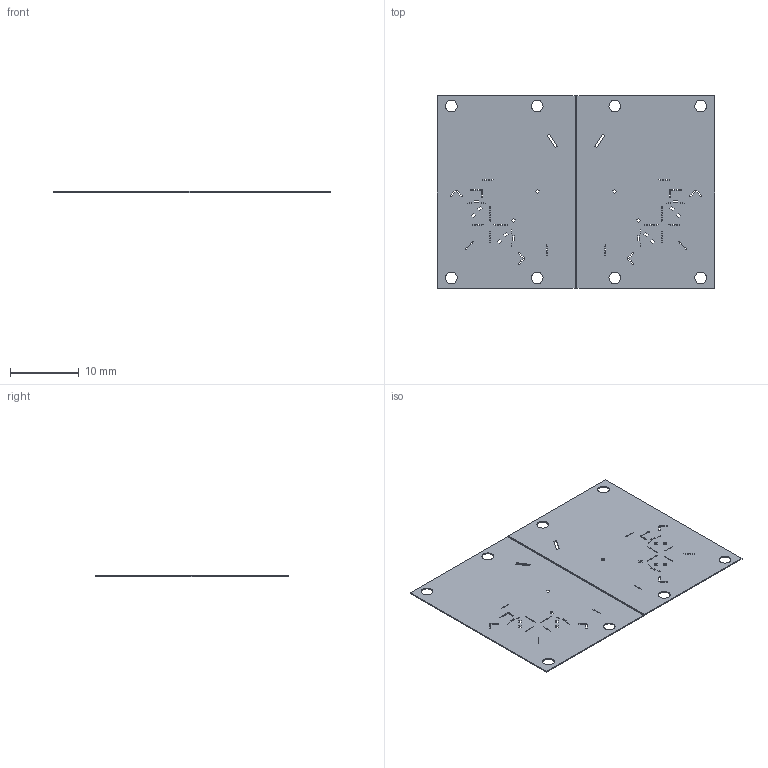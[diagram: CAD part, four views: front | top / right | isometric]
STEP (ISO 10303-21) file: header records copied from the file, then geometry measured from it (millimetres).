
FILE_DESCRIPTION(/* description */ (''),/* implementation_level */ '2;1');
FILE_NAME(/* name */ 'a_Leg_2D_cut_20220617_joints.step',/* time_stamp */ '2022-06-17T10:13:18-06:00',/* author */ (''),/* organization */ (''),/* preprocessor_version */ 'ST-DEVELOPER v19',/* originating_system */ 'Autodesk Translation Framework v11.7.0.108',/* authorisation */ '');
FILE_SCHEMA (('AUTOMOTIVE_DESIGN { 1 0 10303 214 3 1 1 }'));
Length unit declared in the file: millimetre
Products named in the file (3): a_Leg_2D_cut_20220616_short_leg; FlexCutA; FlexCutB
Assembly tree (2 placements, depth 2):
  a_Leg_2D_cut_20220616_short_leg
    FlexCutA
    FlexCutB
Bounding box: 40.29 x 28 x 0.15 mm (x, y, z)
Volume: 163.9 mm3; surface area: 2240.3 mm2
Topology: 2 solids, 2 shells, 574 faces, 1710 edges, 1140 vertices
Faces by surface type: plane 514, cylinder 60
Full cylindrical faces by diameter (mm): 1.7 x8
Entity records: 19283 total; most frequent: CARTESIAN_POINT 3429, ORIENTED_EDGE 3420, DIRECTION 2988, EDGE_CURVE 1710, LINE 1590, VECTOR 1590, VERTEX_POINT 1140, AXIS2_PLACEMENT_3D 699
